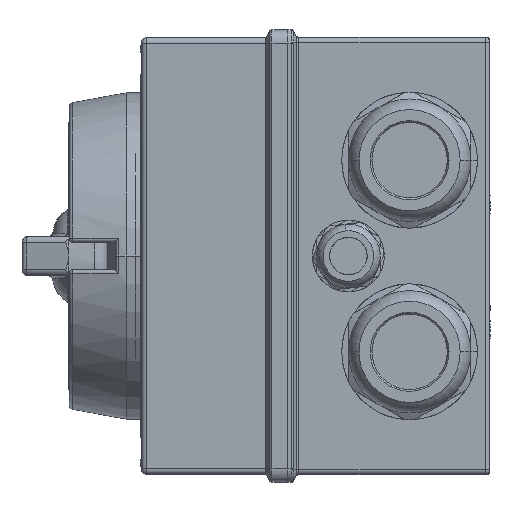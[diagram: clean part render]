
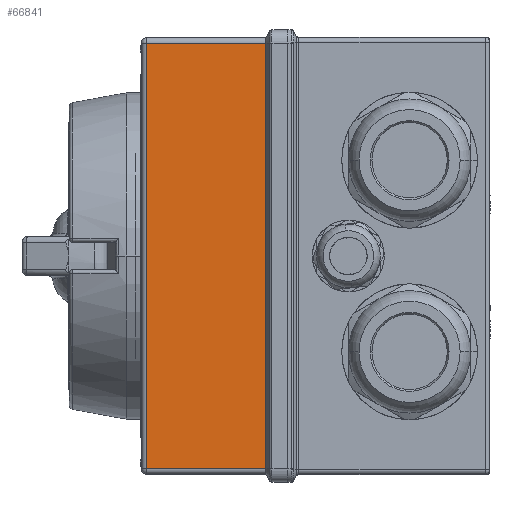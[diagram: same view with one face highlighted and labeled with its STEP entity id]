
A CAD part, left-side view. The second image highlights one B-rep face of the part: STEP entity #66841.
In plain terms, the highlighted planar face has unit normal (-1, 0, 0).
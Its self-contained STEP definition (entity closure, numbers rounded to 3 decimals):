
#1610 = CARTESIAN_POINT ( 'NONE',  ( -167.25, 2., 80. ) ) ;
#2865 = DIRECTION ( 'NONE',  ( 0., 0., 1. ) ) ;
#3191 = DIRECTION ( 'NONE',  ( 0., 0., 1. ) ) ;
#7546 = VECTOR ( 'NONE', #67580, 1000. ) ;
#17302 = VECTOR ( 'NONE', #49337, 1000. ) ;
#21776 = CARTESIAN_POINT ( 'NONE',  ( -167.25, 46.768, 80. ) ) ;
#25411 = CARTESIAN_POINT ( 'NONE',  ( -167.25, 2., -80. ) ) ;
#43374 = CARTESIAN_POINT ( 'NONE',  ( -167.25, 46.768, 80. ) ) ;
#46511 = EDGE_CURVE ( 'NONE', #53507, #113245, #88173, .T. ) ;
#47260 = ORIENTED_EDGE ( 'NONE', *, *, #113405, .T. ) ;
#49337 = DIRECTION ( 'NONE',  ( 0., 1., 0. ) ) ;
#52510 = EDGE_LOOP ( 'NONE', ( #75776, #105385, #47260, #74125 ) ) ;
#53507 = VERTEX_POINT ( 'NONE', #25411 ) ;
#56297 = LINE ( 'NONE', #21776, #97550 ) ;
#63700 = LINE ( 'NONE', #98496, #7546 ) ;
#63973 = CARTESIAN_POINT ( 'NONE',  ( -167.25, 46.768, -80. ) ) ;
#66841 = ADVANCED_FACE ( 'NONE', ( #93011 ), #76596, .T. ) ;
#67580 = DIRECTION ( 'NONE',  ( 0., 1., 0. ) ) ;
#70468 = CARTESIAN_POINT ( 'NONE',  ( -167.25, 46.768, -80. ) ) ;
#74125 = ORIENTED_EDGE ( 'NONE', *, *, #91913, .T. ) ;
#75776 = ORIENTED_EDGE ( 'NONE', *, *, #46511, .F. ) ;
#76596 = PLANE ( 'NONE',  #83925 ) ;
#76841 = VERTEX_POINT ( 'NONE', #43374 ) ;
#82718 = LINE ( 'NONE', #87527, #96070 ) ;
#83925 = AXIS2_PLACEMENT_3D ( 'NONE', #96970, #108936, #2865 ) ;
#87527 = CARTESIAN_POINT ( 'NONE',  ( -167.25, 2., 80. ) ) ;
#88173 = LINE ( 'NONE', #70468, #17302 ) ;
#90887 = EDGE_CURVE ( 'NONE', #53507, #111488, #82718, .T. ) ;
#91913 = EDGE_CURVE ( 'NONE', #76841, #113245, #56297, .T. ) ;
#93011 = FACE_OUTER_BOUND ( 'NONE', #52510, .T. ) ;
#96070 = VECTOR ( 'NONE', #3191, 1000. ) ;
#96970 = CARTESIAN_POINT ( 'NONE',  ( -167.25, 46.768, 80. ) ) ;
#97550 = VECTOR ( 'NONE', #116810, 1000. ) ;
#98496 = CARTESIAN_POINT ( 'NONE',  ( -167.25, 46.768, 80. ) ) ;
#105385 = ORIENTED_EDGE ( 'NONE', *, *, #90887, .T. ) ;
#108936 = DIRECTION ( 'NONE',  ( -1., 0., 0. ) ) ;
#111488 = VERTEX_POINT ( 'NONE', #1610 ) ;
#113245 = VERTEX_POINT ( 'NONE', #63973 ) ;
#113405 = EDGE_CURVE ( 'NONE', #111488, #76841, #63700, .T. ) ;
#116810 = DIRECTION ( 'NONE',  ( 0., 0., -1. ) ) ;
